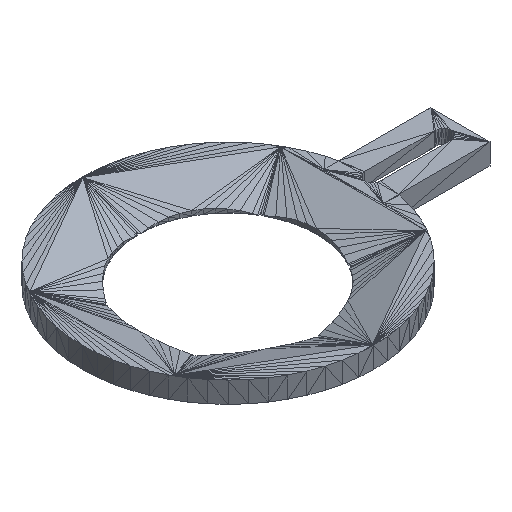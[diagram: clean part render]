
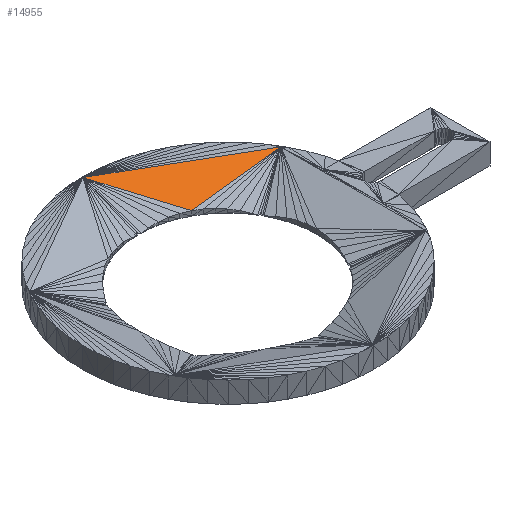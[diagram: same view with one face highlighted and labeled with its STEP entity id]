
A CAD part, isometric view. The second image highlights one B-rep face of the part: STEP entity #14955.
In plain terms, the highlighted planar face has unit normal (-0.201, -0.349, 0.915).
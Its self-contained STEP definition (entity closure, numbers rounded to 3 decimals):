
#407 = CARTESIAN_POINT ( 'NONE',  ( 41.973, 30.384, 9.042 ) ) ;
#415 = VERTEX_POINT ( 'NONE', #16013 ) ;
#493 = CARTESIAN_POINT ( 'NONE',  ( -11.951, 61.516, 9.042 ) ) ;
#788 = EDGE_CURVE ( 'NONE', #9592, #7497, #15662, .T. ) ;
#881 = FACE_OUTER_BOUND ( 'NONE', #7881, .T. ) ;
#1892 = CARTESIAN_POINT ( 'NONE',  ( -11.951, 61.516, 9.042 ) ) ;
#2840 = EDGE_CURVE ( 'NONE', #7497, #415, #4069, .T. ) ;
#3936 = EDGE_CURVE ( 'NONE', #9592, #415, #9296, .T. ) ;
#4069 = LINE ( 'NONE', #407, #15288 ) ;
#4407 = DIRECTION ( 'NONE',  ( 0.52, -0.83, -0.202 ) ) ;
#5674 = CARTESIAN_POINT ( 'NONE',  ( 41.973, 30.384, 9.042 ) ) ;
#5712 = ORIENTED_EDGE ( 'NONE', *, *, #3936, .T. ) ;
#6717 = DIRECTION ( 'NONE',  ( -0.979, 0.066, -0.19 ) ) ;
#7497 = VERTEX_POINT ( 'NONE', #5674 ) ;
#7881 = EDGE_LOOP ( 'NONE', ( #8059, #5712, #10409 ) ) ;
#8059 = ORIENTED_EDGE ( 'NONE', *, *, #788, .F. ) ;
#8953 = VECTOR ( 'NONE', #10760, 1000. ) ;
#9266 = AXIS2_PLACEMENT_3D ( 'NONE', #9514, #16061, #14809 ) ;
#9296 = LINE ( 'NONE', #493, #16025 ) ;
#9514 = CARTESIAN_POINT ( 'NONE',  ( 2.17, 3.758, -9.862 ) ) ;
#9592 = VERTEX_POINT ( 'NONE', #15233 ) ;
#10409 = ORIENTED_EDGE ( 'NONE', *, *, #2840, .F. ) ;
#10760 = DIRECTION ( 'NONE',  ( 0.866, -0.5, 0. ) ) ;
#14809 = DIRECTION ( 'NONE',  ( 0., -0.934, -0.356 ) ) ;
#14955 = ADVANCED_FACE ( 'NONE', ( #881 ), #16234, .T. ) ;
#15233 = CARTESIAN_POINT ( 'NONE',  ( -11.951, 61.516, 9.042 ) ) ;
#15288 = VECTOR ( 'NONE', #6717, 1000. ) ;
#15662 = LINE ( 'NONE', #1892, #8953 ) ;
#16013 = CARTESIAN_POINT ( 'NONE',  ( 6.055, 32.81, 2.064 ) ) ;
#16025 = VECTOR ( 'NONE', #4407, 1000. ) ;
#16061 = DIRECTION ( 'NONE',  ( -0.201, -0.349, 0.915 ) ) ;
#16234 = PLANE ( 'NONE',  #9266 ) ;
